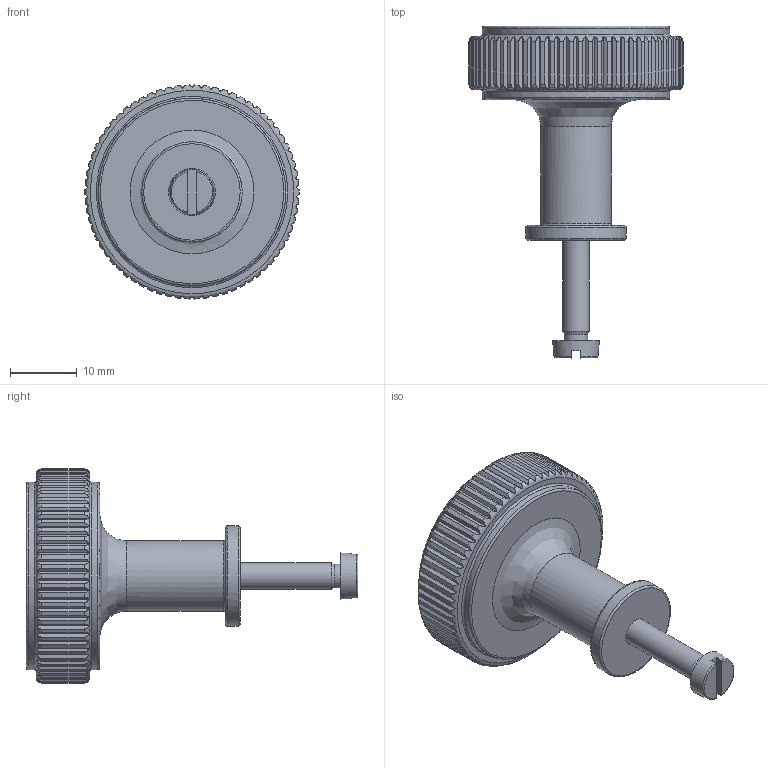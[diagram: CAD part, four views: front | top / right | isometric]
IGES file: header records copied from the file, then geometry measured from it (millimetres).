
Global section: file name: P799L-B; native system: Autodesk Inventor 2024; preprocessor: unknown; author: rclarke; date: 20250206.114203; units: millimetre
Bounding box: 31.99 x 49.6 x 31.99 mm (x, y, z)
Volume: 10657.1 mm3; surface area: 4362.1 mm2
Topology: 2 solids, 2 shells, 247 faces, 732 edges, 494 vertices
Faces by surface type: bspline 247
